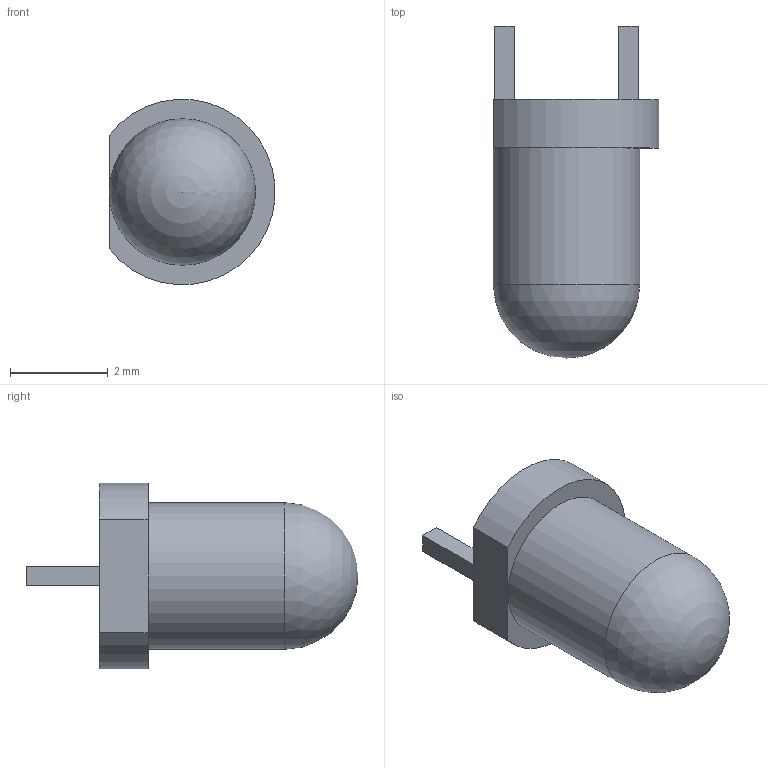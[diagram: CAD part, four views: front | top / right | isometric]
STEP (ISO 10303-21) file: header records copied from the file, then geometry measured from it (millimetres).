
FILE_DESCRIPTION(('FreeCAD Model'),'2;1');
FILE_NAME('Open CASCADE Shape Model','2024-11-27T23:38:59',( 'kicad StepUp'),('ksu MCAD'),'Open CASCADE STEP processor 7.7', 'FreeCAD','Unknown');
FILE_SCHEMA(('AUTOMOTIVE_DESIGN { 1 0 10303 214 1 1 1 1 }'));
Length unit declared in the file: millimetre
Products named in the file (1): LED_D3.0mm
Bounding box: 3.39 x 6.8 x 3.79 mm (x, y, z)
Volume: 38 mm3; surface area: 71.4 mm2
Topology: 1 solids, 1 shells, 16 faces, 37 edges, 24 vertices
Faces by surface type: plane 13, cylinder 2, sphere 1
Full cylindrical faces by diameter (mm): 3 x1
Entity records: 634 total; most frequent: CARTESIAN_POINT 80, DIRECTION 79, ORIENTED_EDGE 76, EDGE_CURVE 38, LINE 31, VECTOR 31, VERTEX_POINT 25, AXIS2_PLACEMENT_3D 24
